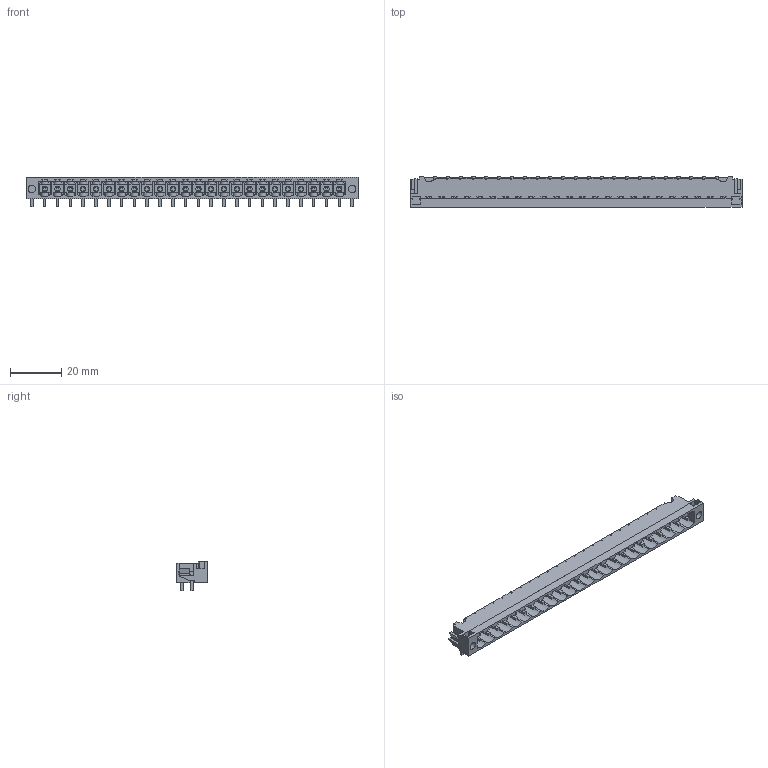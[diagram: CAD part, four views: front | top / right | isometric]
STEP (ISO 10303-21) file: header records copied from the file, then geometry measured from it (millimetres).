
FILE_DESCRIPTION(('CATIA V5 STEP Exchange','CAx-IF Rec.Pracs.--- Model Styling and Organization---1.2---2011-12-15'),'2;1');
FILE_NAME ('D1457099_0_1840570000_1840570000.stp','2018-03-08T10:02:15+00:00',('none'),('Weidmueller'),'CATIA Version 5-6 Release 2014','CATIA V5 STEP AP214','none');
FILE_SCHEMA(('AUTOMOTIVE_DESIGN { 1 0 10303 214 1 1 1 1 }'));
Length unit declared in the file: millimetre
Products named in the file (1): 1840570000
Bounding box: 129.6 x 12 x 11.63 mm (x, y, z)
Volume: 4707 mm3; surface area: 11246.3 mm2
Topology: 27 solids, 27 shells, 1667 faces, 5197 edges, 3537 vertices
Faces by surface type: plane 1363, cylinder 304
Entity records: 53697 total; most frequent: CARTESIAN_POINT 10760, ORIENTED_EDGE 10394, DIRECTION 6696, EDGE_CURVE 5197, VECTOR 4302, LINE 4302, VERTEX_POINT 3537, EDGE_LOOP 1720
